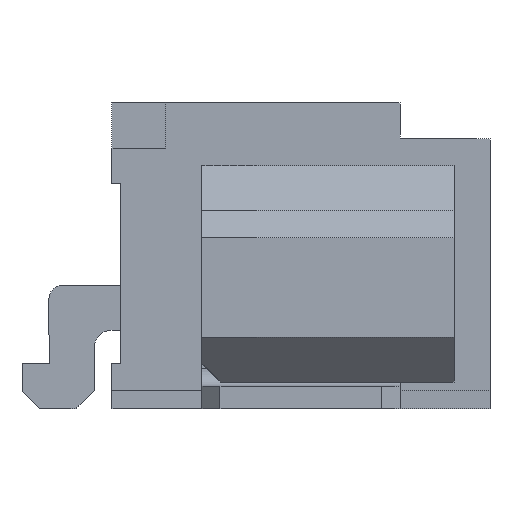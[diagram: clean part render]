
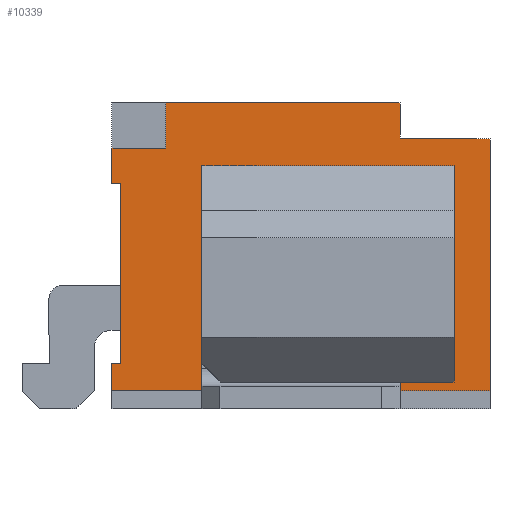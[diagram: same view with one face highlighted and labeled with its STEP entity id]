
A CAD part, left-side view. The second image highlights one B-rep face of the part: STEP entity #10339.
In plain terms, the highlighted planar face has unit normal (-1, 0, 0).
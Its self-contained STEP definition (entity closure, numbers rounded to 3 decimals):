
#48 = VERTEX_POINT ( 'NONE', #10772 ) ;
#185 = DIRECTION ( 'NONE',  ( 0., -1., 0. ) ) ;
#277 = VERTEX_POINT ( 'NONE', #1699 ) ;
#401 = CARTESIAN_POINT ( 'NONE',  ( -3.375, -1.7, 0.3 ) ) ;
#412 = LINE ( 'NONE', #5643, #8939 ) ;
#570 = ORIENTED_EDGE ( 'NONE', *, *, #4906, .F. ) ;
#610 = VECTOR ( 'NONE', #823, 1000. ) ;
#683 = LINE ( 'NONE', #2377, #4965 ) ;
#709 = EDGE_CURVE ( 'NONE', #3349, #6074, #10810, .T. ) ;
#743 = CARTESIAN_POINT ( 'NONE',  ( -3.375, 2., 0.5 ) ) ;
#749 = VERTEX_POINT ( 'NONE', #7845 ) ;
#752 = CARTESIAN_POINT ( 'NONE',  ( -3.375, 1.5, 2.9 ) ) ;
#823 = DIRECTION ( 'NONE',  ( 0., 0., 1. ) ) ;
#979 = CARTESIAN_POINT ( 'NONE',  ( -3.375, 1.5, 3.4 ) ) ;
#1022 = CARTESIAN_POINT ( 'NONE',  ( -3.375, 2., 2.5 ) ) ;
#1069 = FACE_BOUND ( 'NONE', #6250, .T. ) ;
#1175 = CARTESIAN_POINT ( 'NONE',  ( -3.375, 1.1, 2.7 ) ) ;
#1282 = CARTESIAN_POINT ( 'NONE',  ( -3.375, -2.1, 3. ) ) ;
#1384 = ORIENTED_EDGE ( 'NONE', *, *, #7500, .F. ) ;
#1429 = LINE ( 'NONE', #4158, #10200 ) ;
#1699 = CARTESIAN_POINT ( 'NONE',  ( -3.375, -1.1, 3.4 ) ) ;
#1795 = DIRECTION ( 'NONE',  ( 0., -1., 0. ) ) ;
#1801 = LINE ( 'NONE', #752, #10571 ) ;
#2080 = LINE ( 'NONE', #9041, #10842 ) ;
#2093 = LINE ( 'NONE', #2772, #9126 ) ;
#2263 = DIRECTION ( 'NONE',  ( 0., -1., 0. ) ) ;
#2336 = EDGE_CURVE ( 'NONE', #6990, #2544, #2879, .T. ) ;
#2344 = LINE ( 'NONE', #2740, #4599 ) ;
#2360 = CARTESIAN_POINT ( 'NONE',  ( -3.375, -2.1, 3.4 ) ) ;
#2377 = CARTESIAN_POINT ( 'NONE',  ( -3.375, 1.5, 2.9 ) ) ;
#2487 = DIRECTION ( 'NONE',  ( 0., 0., 1. ) ) ;
#2544 = VERTEX_POINT ( 'NONE', #6507 ) ;
#2559 = ORIENTED_EDGE ( 'NONE', *, *, #7797, .T. ) ;
#2740 = CARTESIAN_POINT ( 'NONE',  ( -3.375, 1.1, 0.3 ) ) ;
#2772 = CARTESIAN_POINT ( 'NONE',  ( -3.375, 2.1, 3.4 ) ) ;
#2879 = LINE ( 'NONE', #2893, #7150 ) ;
#2893 = CARTESIAN_POINT ( 'NONE',  ( -3.375, 2.1, 2.5 ) ) ;
#2948 = ORIENTED_EDGE ( 'NONE', *, *, #9098, .F. ) ;
#3288 = VERTEX_POINT ( 'NONE', #6671 ) ;
#3292 = DIRECTION ( 'NONE',  ( 1., 0., 0. ) ) ;
#3349 = VERTEX_POINT ( 'NONE', #401 ) ;
#3495 = ORIENTED_EDGE ( 'NONE', *, *, #709, .F. ) ;
#3577 = LINE ( 'NONE', #11004, #4111 ) ;
#3627 = DIRECTION ( 'NONE',  ( 0., -1., 0. ) ) ;
#3632 = CARTESIAN_POINT ( 'NONE',  ( -3.375, 2.1, 2.9 ) ) ;
#3860 = DIRECTION ( 'NONE',  ( 0., 1., 0. ) ) ;
#3862 = VECTOR ( 'NONE', #8304, 1000. ) ;
#3863 = ORIENTED_EDGE ( 'NONE', *, *, #6189, .T. ) ;
#3898 = VERTEX_POINT ( 'NONE', #1175 ) ;
#3919 = CARTESIAN_POINT ( 'NONE',  ( -3.375, 1.1, 2.7 ) ) ;
#4109 = LINE ( 'NONE', #7366, #8616 ) ;
#4111 = VECTOR ( 'NONE', #5898, 1000. ) ;
#4158 = CARTESIAN_POINT ( 'NONE',  ( -3.375, 1.1, 0.3 ) ) ;
#4201 = EDGE_CURVE ( 'NONE', #48, #10359, #4109, .T. ) ;
#4571 = ORIENTED_EDGE ( 'NONE', *, *, #2336, .F. ) ;
#4599 = VECTOR ( 'NONE', #185, 1000. ) ;
#4736 = LINE ( 'NONE', #9109, #8991 ) ;
#4785 = EDGE_CURVE ( 'NONE', #9082, #3898, #1429, .T. ) ;
#4906 = EDGE_CURVE ( 'NONE', #3288, #48, #5158, .T. ) ;
#4963 = PLANE ( 'NONE',  #9229 ) ;
#4965 = VECTOR ( 'NONE', #5780, 1000. ) ;
#5022 = ORIENTED_EDGE ( 'NONE', *, *, #7396, .F. ) ;
#5065 = ORIENTED_EDGE ( 'NONE', *, *, #8204, .T. ) ;
#5117 = CARTESIAN_POINT ( 'NONE',  ( -3.375, 2.1, 3.4 ) ) ;
#5158 = LINE ( 'NONE', #5117, #610 ) ;
#5316 = EDGE_CURVE ( 'NONE', #10359, #6990, #4736, .T. ) ;
#5335 = ORIENTED_EDGE ( 'NONE', *, *, #9791, .F. ) ;
#5387 = ORIENTED_EDGE ( 'NONE', *, *, #5316, .F. ) ;
#5592 = ORIENTED_EDGE ( 'NONE', *, *, #4785, .T. ) ;
#5643 = CARTESIAN_POINT ( 'NONE',  ( -3.375, 2.1, 0.2 ) ) ;
#5713 = CARTESIAN_POINT ( 'NONE',  ( -3.375, 1.5, 2.9 ) ) ;
#5780 = DIRECTION ( 'NONE',  ( 0., -1., 0. ) ) ;
#5894 = EDGE_CURVE ( 'NONE', #9082, #3349, #2344, .T. ) ;
#5898 = DIRECTION ( 'NONE',  ( 0., 0., 1. ) ) ;
#6000 = EDGE_LOOP ( 'NONE', ( #2948, #5022, #5335, #10381, #4571, #5387, #8042, #570, #10811, #3863, #1384, #5065 ) ) ;
#6074 = VERTEX_POINT ( 'NONE', #8120 ) ;
#6147 = CARTESIAN_POINT ( 'NONE',  ( -3.375, 1.1, 0.3 ) ) ;
#6189 = EDGE_CURVE ( 'NONE', #9699, #10149, #10352, .T. ) ;
#6250 = EDGE_LOOP ( 'NONE', ( #3495, #7479, #5592, #2559 ) ) ;
#6507 = CARTESIAN_POINT ( 'NONE',  ( -3.375, 2.1, 2.5 ) ) ;
#6671 = CARTESIAN_POINT ( 'NONE',  ( -3.375, 2.1, 0.2 ) ) ;
#6713 = VERTEX_POINT ( 'NONE', #5713 ) ;
#6911 = CARTESIAN_POINT ( 'NONE',  ( -3.375, -2.1, 3. ) ) ;
#6990 = VERTEX_POINT ( 'NONE', #1022 ) ;
#7150 = VECTOR ( 'NONE', #3860, 1000. ) ;
#7215 = DIRECTION ( 'NONE',  ( 0., 0., 1. ) ) ;
#7366 = CARTESIAN_POINT ( 'NONE',  ( -3.375, 2.1, 0.5 ) ) ;
#7393 = DIRECTION ( 'NONE',  ( 0., 0., 1. ) ) ;
#7396 = EDGE_CURVE ( 'NONE', #6713, #10010, #1801, .T. ) ;
#7479 = ORIENTED_EDGE ( 'NONE', *, *, #5894, .F. ) ;
#7500 = EDGE_CURVE ( 'NONE', #749, #10149, #8699, .T. ) ;
#7622 = FACE_OUTER_BOUND ( 'NONE', #6000, .T. ) ;
#7797 = EDGE_CURVE ( 'NONE', #3898, #6074, #10488, .T. ) ;
#7845 = CARTESIAN_POINT ( 'NONE',  ( -3.375, -1.1, 3. ) ) ;
#7880 = CARTESIAN_POINT ( 'NONE',  ( -3.375, -1.7, 0.3 ) ) ;
#8042 = ORIENTED_EDGE ( 'NONE', *, *, #4201, .F. ) ;
#8120 = CARTESIAN_POINT ( 'NONE',  ( -3.375, -1.7, 2.7 ) ) ;
#8204 = EDGE_CURVE ( 'NONE', #749, #277, #3577, .T. ) ;
#8254 = VECTOR ( 'NONE', #10710, 1000. ) ;
#8268 = DIRECTION ( 'NONE',  ( 0., 0., 1. ) ) ;
#8291 = VECTOR ( 'NONE', #7215, 1000. ) ;
#8304 = DIRECTION ( 'NONE',  ( 0., 0., 1. ) ) ;
#8379 = CARTESIAN_POINT ( 'NONE',  ( -3.375, 2.1, 3.4 ) ) ;
#8616 = VECTOR ( 'NONE', #2263, 1000. ) ;
#8699 = LINE ( 'NONE', #6911, #9515 ) ;
#8939 = VECTOR ( 'NONE', #10826, 1000. ) ;
#8991 = VECTOR ( 'NONE', #8268, 1000. ) ;
#9041 = CARTESIAN_POINT ( 'NONE',  ( -3.375, 2.1, 3.4 ) ) ;
#9082 = VERTEX_POINT ( 'NONE', #6147 ) ;
#9098 = EDGE_CURVE ( 'NONE', #10010, #277, #2093, .T. ) ;
#9109 = CARTESIAN_POINT ( 'NONE',  ( -3.375, 2., 2.5 ) ) ;
#9126 = VECTOR ( 'NONE', #3627, 1000. ) ;
#9229 = AXIS2_PLACEMENT_3D ( 'NONE', #8379, #3292, #9241 ) ;
#9241 = DIRECTION ( 'NONE',  ( 0., 0., -1. ) ) ;
#9285 = DIRECTION ( 'NONE',  ( 0., 0., 1. ) ) ;
#9331 = EDGE_CURVE ( 'NONE', #2544, #10044, #2080, .T. ) ;
#9515 = VECTOR ( 'NONE', #1795, 1000. ) ;
#9699 = VERTEX_POINT ( 'NONE', #10691 ) ;
#9791 = EDGE_CURVE ( 'NONE', #10044, #6713, #683, .T. ) ;
#10010 = VERTEX_POINT ( 'NONE', #979 ) ;
#10044 = VERTEX_POINT ( 'NONE', #3632 ) ;
#10149 = VERTEX_POINT ( 'NONE', #1282 ) ;
#10200 = VECTOR ( 'NONE', #2487, 1000. ) ;
#10285 = EDGE_CURVE ( 'NONE', #3288, #9699, #412, .T. ) ;
#10339 = ADVANCED_FACE ( 'NONE', ( #7622, #1069 ), #4963, .F. ) ;
#10352 = LINE ( 'NONE', #2360, #3862 ) ;
#10359 = VERTEX_POINT ( 'NONE', #743 ) ;
#10381 = ORIENTED_EDGE ( 'NONE', *, *, #9331, .F. ) ;
#10488 = LINE ( 'NONE', #3919, #8254 ) ;
#10571 = VECTOR ( 'NONE', #9285, 1000. ) ;
#10691 = CARTESIAN_POINT ( 'NONE',  ( -3.375, -2.1, 0.2 ) ) ;
#10710 = DIRECTION ( 'NONE',  ( 0., -1., 0. ) ) ;
#10772 = CARTESIAN_POINT ( 'NONE',  ( -3.375, 2.1, 0.5 ) ) ;
#10810 = LINE ( 'NONE', #7880, #8291 ) ;
#10811 = ORIENTED_EDGE ( 'NONE', *, *, #10285, .T. ) ;
#10826 = DIRECTION ( 'NONE',  ( 0., -1., 0. ) ) ;
#10842 = VECTOR ( 'NONE', #7393, 1000. ) ;
#11004 = CARTESIAN_POINT ( 'NONE',  ( -3.375, -1.1, 3. ) ) ;
